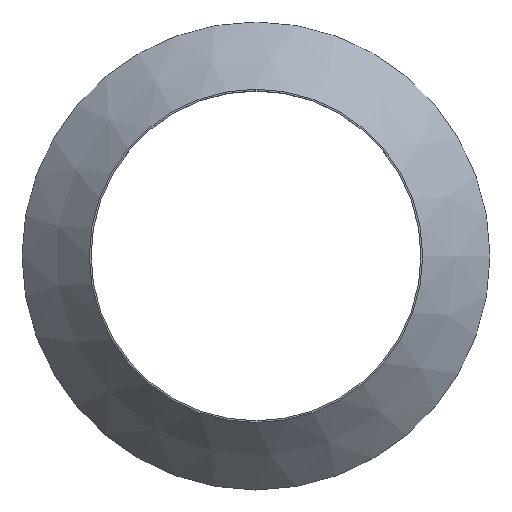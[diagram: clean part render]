
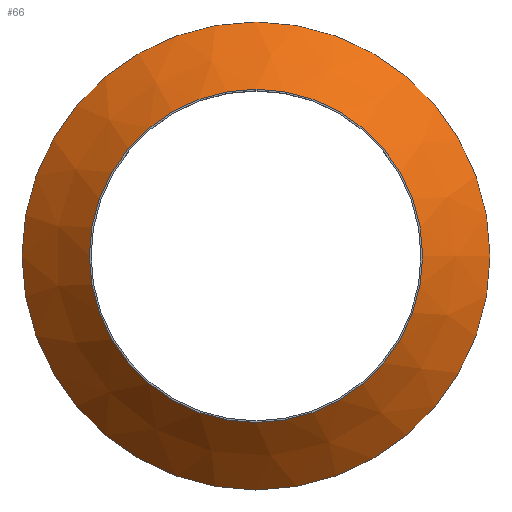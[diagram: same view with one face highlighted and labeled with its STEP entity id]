
A CAD part, top view. The second image highlights one B-rep face of the part: STEP entity #66.
In plain terms, the highlighted conical face has half-angle 45 degrees and reference radius 4.95 mm.
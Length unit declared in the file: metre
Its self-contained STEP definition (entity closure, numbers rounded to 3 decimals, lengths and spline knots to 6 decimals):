
#12=CONICAL_SURFACE('',#89,0.00495,0.785);
#23=ORIENTED_EDGE('',*,*,#25,.F.);
#24=ORIENTED_EDGE('',*,*,#27,.F.);
#25=EDGE_CURVE('',#30,#30,#35,.F.);
#27=EDGE_CURVE('',#32,#32,#37,.T.);
#30=VERTEX_POINT('',#115);
#32=VERTEX_POINT('',#120);
#35=CIRCLE('',#81,0.00695);
#37=CIRCLE('',#84,0.00495);
#48=EDGE_LOOP('',(#23));
#49=EDGE_LOOP('',(#24));
#58=FACE_BOUND('',#48,.T.);
#59=FACE_BOUND('',#49,.T.);
#66=ADVANCED_FACE('',(#58,#59),#12,.T.);
#81=AXIS2_PLACEMENT_3D('',#114,#94,#95);
#84=AXIS2_PLACEMENT_3D('',#119,#100,#101);
#89=AXIS2_PLACEMENT_3D('',#127,#110,#111);
#94=DIRECTION('',(0.,0.,1.));
#95=DIRECTION('',(1.,0.,0.));
#100=DIRECTION('',(0.,0.,1.));
#101=DIRECTION('',(1.,0.,0.));
#110=DIRECTION('',(0.,0.,-1.));
#111=DIRECTION('',(-1.,0.,0.));
#114=CARTESIAN_POINT('',(0.033775,-0.012039,0.0001));
#115=CARTESIAN_POINT('',(0.040725,-0.012039,0.0001));
#119=CARTESIAN_POINT('',(0.033775,-0.012039,0.0021));
#120=CARTESIAN_POINT('',(0.038725,-0.012039,0.0021));
#127=CARTESIAN_POINT('',(0.033775,-0.012039,0.0021));
